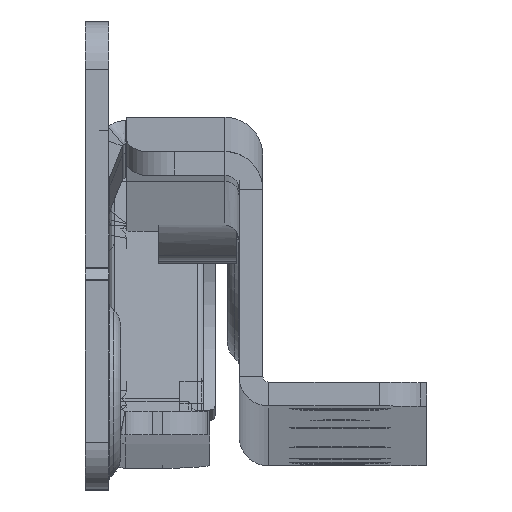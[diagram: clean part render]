
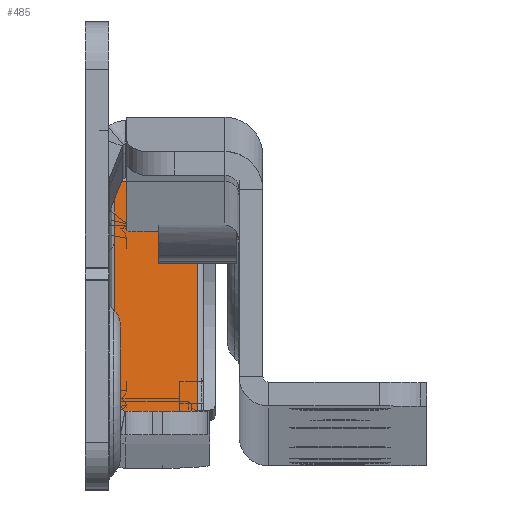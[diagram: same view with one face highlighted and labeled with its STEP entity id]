
A CAD part, top view. The second image highlights one B-rep face of the part: STEP entity #485.
In plain terms, the highlighted face is planar.
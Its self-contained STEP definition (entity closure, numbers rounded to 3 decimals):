
#20 = DIRECTION ( 'NONE',  ( 0., 0., -1. ) ) ;
#87 = CARTESIAN_POINT ( 'NONE',  ( 0., 11., 8. ) ) ;
#344 = VECTOR ( 'NONE', #4263, 1000. ) ;
#485 = ADVANCED_FACE ( 'NONE', ( #8247 ), #8303, .T. ) ;
#700 = LINE ( 'NONE', #8721, #10455 ) ;
#1160 = AXIS2_PLACEMENT_3D ( 'NONE', #10310, #1379, #1441 ) ;
#1261 = EDGE_LOOP ( 'NONE', ( #3552, #10805, #7631, #2467 ) ) ;
#1379 = DIRECTION ( 'NONE',  ( -1., 0., 0. ) ) ;
#1398 = CARTESIAN_POINT ( 'NONE',  ( 0., 11., 7.5 ) ) ;
#1441 = DIRECTION ( 'NONE',  ( 0., 0., 1. ) ) ;
#2215 = EDGE_CURVE ( 'NONE', #12379, #6289, #6788, .T. ) ;
#2467 = ORIENTED_EDGE ( 'NONE', *, *, #6001, .T. ) ;
#2497 = VERTEX_POINT ( 'NONE', #5559 ) ;
#2641 = EDGE_CURVE ( 'NONE', #7330, #12379, #7797, .T. ) ;
#2879 = CARTESIAN_POINT ( 'NONE',  ( 0., -11., 0.5 ) ) ;
#3552 = ORIENTED_EDGE ( 'NONE', *, *, #2641, .T. ) ;
#4128 = VECTOR ( 'NONE', #20, 1000. ) ;
#4263 = DIRECTION ( 'NONE',  ( 0., 1., 0. ) ) ;
#4324 = VECTOR ( 'NONE', #5825, 1000. ) ;
#5559 = CARTESIAN_POINT ( 'NONE',  ( 0., -11., 7.5 ) ) ;
#5820 = EDGE_CURVE ( 'NONE', #2497, #6289, #700, .T. ) ;
#5825 = DIRECTION ( 'NONE',  ( 0., -1., 0. ) ) ;
#6001 = EDGE_CURVE ( 'NONE', #2497, #7330, #6213, .T. ) ;
#6018 = CARTESIAN_POINT ( 'NONE',  ( 0., -11., 7.5 ) ) ;
#6213 = LINE ( 'NONE', #6018, #344 ) ;
#6289 = VERTEX_POINT ( 'NONE', #2879 ) ;
#6788 = LINE ( 'NONE', #7873, #4324 ) ;
#7330 = VERTEX_POINT ( 'NONE', #1398 ) ;
#7631 = ORIENTED_EDGE ( 'NONE', *, *, #5820, .F. ) ;
#7797 = LINE ( 'NONE', #87, #4128 ) ;
#7873 = CARTESIAN_POINT ( 'NONE',  ( 0., -11., 0.5 ) ) ;
#8247 = FACE_OUTER_BOUND ( 'NONE', #1261, .T. ) ;
#8303 = PLANE ( 'NONE',  #1160 ) ;
#8721 = CARTESIAN_POINT ( 'NONE',  ( 0., -11., 8. ) ) ;
#9978 = CARTESIAN_POINT ( 'NONE',  ( 0., 11., 0.5 ) ) ;
#10310 = CARTESIAN_POINT ( 'NONE',  ( 0., -11., 8. ) ) ;
#10455 = VECTOR ( 'NONE', #10774, 1000. ) ;
#10774 = DIRECTION ( 'NONE',  ( 0., 0., -1. ) ) ;
#10805 = ORIENTED_EDGE ( 'NONE', *, *, #2215, .T. ) ;
#12379 = VERTEX_POINT ( 'NONE', #9978 ) ;
